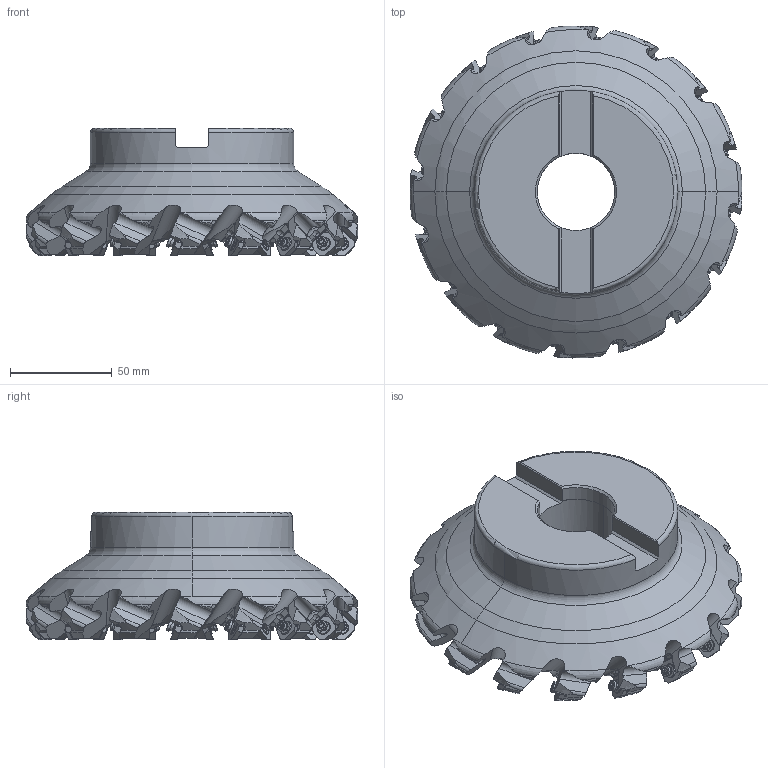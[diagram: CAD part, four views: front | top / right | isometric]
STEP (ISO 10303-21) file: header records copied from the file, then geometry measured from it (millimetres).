
FILE_DESCRIPTION(/* description */ (''),/* implementation_level */ '2;1');
FILE_NAME(/* name */ 'ASX445R0616E.stp',/* time_stamp */ '2021-09-08T11:41:01+09:00',/* author */ (''),/* organization */ (''),/* preprocessor_version */ 'ST-DEVELOPER v16',/* originating_system */ 'SIEMENS PLM Software NX 10.0',/* authorisation */ '');
FILE_SCHEMA (('AUTOMOTIVE_DESIGN { 1 0 10303 214 3 1 1 1 }'));
Products named in the file (1): ASX445R0616E_ASM
Bounding box: 163.35 x 163.35 x 62.74 mm (x, y, z)
Volume: 593962.9 mm3; surface area: 81185.3 mm2
Topology: 49 solids, 49 shells, 2272 faces, 6258 edges, 4203 vertices
Faces by surface type: cylinder 920, plane 916, cone 282, torus 88, bspline 34, sphere 32
Entity records: 81285 total; most frequent: CARTESIAN_POINT 21210, DIRECTION 12618, ORIENTED_EDGE 12324, EDGE_CURVE 6162, AXIS2_PLACEMENT_3D 4998, VERTEX_POINT 4036, LINE 2622, VECTOR 2622
